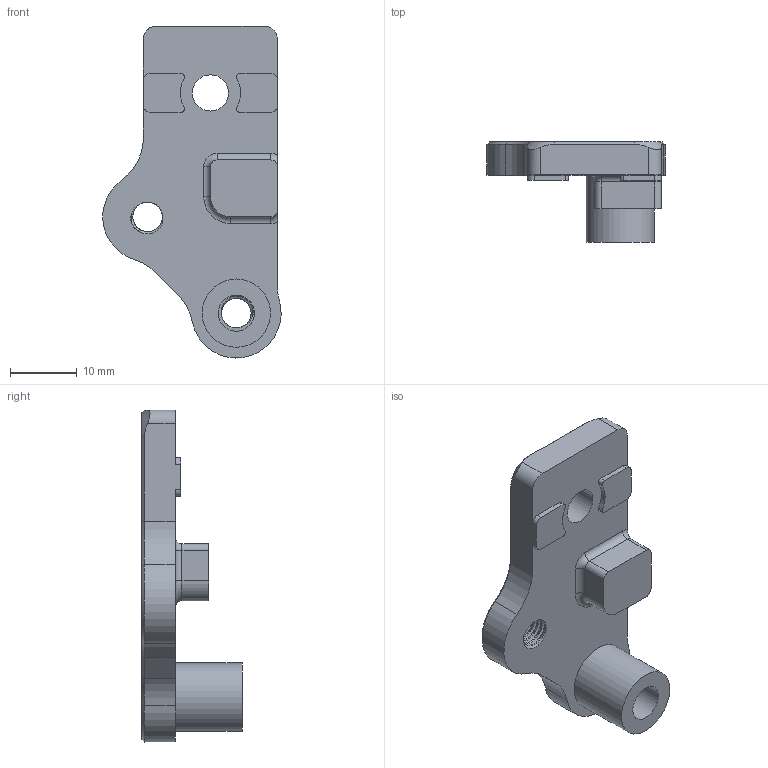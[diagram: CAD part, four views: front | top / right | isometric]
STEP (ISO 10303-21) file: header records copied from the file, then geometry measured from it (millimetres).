
FILE_DESCRIPTION(/* description */ (''),/* implementation_level */ '2;1');
FILE_NAME(/* name */ '3.stp',/* time_stamp */ '2024-08-31T13:20:36-06:00',/* author */ ('PC'),/* organization */ (''),/* preprocessor_version */ 'ST-DEVELOPER v20',/* originating_system */ 'Autodesk Inventor 2025',/* authorisation */ '');
FILE_SCHEMA (('AUTOMOTIVE_DESIGN { 1 0 10303 214 3 1 1 }'));
Length unit declared in the file: millimetre
Products named in the file (2): Ensamblaje1; Pieza1
Assembly tree (1 placements, depth 2):
  Ensamblaje1
    Pieza1
Bounding box: 26.61 x 15 x 49.58 mm (x, y, z)
Volume: 5568.9 mm3; surface area: 3433 mm2
Topology: 1 solids, 1 shells, 96 faces, 292 edges, 200 vertices
Faces by surface type: cylinder 57, plane 22, cone 9, bspline 4, torus 4
Full cylindrical faces by diameter (mm): 4.434 x11, 5.12 x10, 5.4 x2, 10.2 x1
Entity records: 14504 total; most frequent: CARTESIAN_POINT 11833, ORIENTED_EDGE 584, DIRECTION 454, EDGE_CURVE 292, VERTEX_POINT 200, AXIS2_PLACEMENT_3D 171, LINE 112, VECTOR 112
